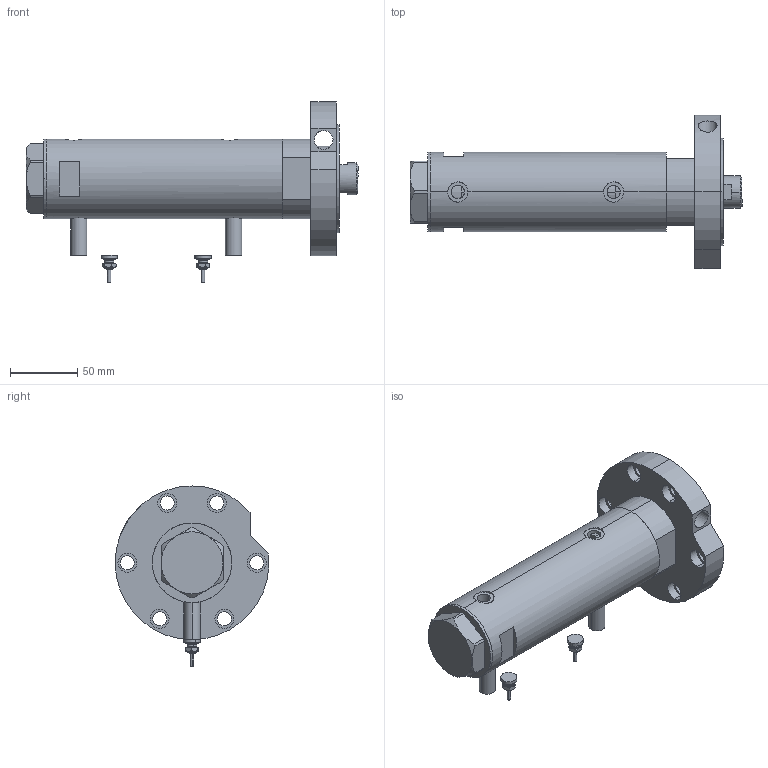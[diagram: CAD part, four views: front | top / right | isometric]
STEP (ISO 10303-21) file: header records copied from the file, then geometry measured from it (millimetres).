
FILE_DESCRIPTION (( 'STEP AP203' ), '1' );
FILE_NAME ('f4e4.STEP', '2024-02-11T08:35:54', ( '' ), ( '' ), 'SwSTEP 2.0', 'SolidWorks 2019', '' );
FILE_SCHEMA (( 'CONFIG_CONTROL_DESIGN' ));
Length unit declared in the file: millimetre
Products named in the file (7): Switch 2ae4ca1fffdf930b09bf371d6f05f2dc; f4e4; V270CG_RF211E 2ae4ca1fffdf930b09bf371d6f05f2dc; V270CG_VC 2ae4ca1fffdf930b09bf371d6f05f2dc; V270CG_MIDDLE 2ae4ca1fffdf930b09bf371d6f05f2dc; V270CG_BACK 2ae4ca1fffdf930b09bf371d6f05f2dc; V270CG_FRONT 2ae4ca1fffdf930b09bf371d6f05f2dc
Assembly tree (7 placements, depth 2):
  f4e4
    V270CG_MIDDLE 2ae4ca1fffdf930b09bf371d6f05f2dc
    V270CG_BACK 2ae4ca1fffdf930b09bf371d6f05f2dc
    V270CG_FRONT 2ae4ca1fffdf930b09bf371d6f05f2dc
    V270CG_VC 2ae4ca1fffdf930b09bf371d6f05f2dc
    V270CG_RF211E 2ae4ca1fffdf930b09bf371d6f05f2dc
    Switch 2ae4ca1fffdf930b09bf371d6f05f2dc  x2
Bounding box: 246.2 x 113.92 x 133.6 mm (x, y, z)
Volume: 716329 mm3; surface area: 150629.1 mm2
Topology: 7 solids, 7 shells, 256 faces, 569 edges, 351 vertices
Faces by surface type: cylinder 102, plane 90, cone 40, torus 24
Entity records: 7549 total; most frequent: CARTESIAN_POINT 1949, DIRECTION 1089, ORIENTED_EDGE 946, EDGE_CURVE 473, AXIS2_PLACEMENT_3D 458, VERTEX_POINT 295, EDGE_LOOP 256, CIRCLE 238
